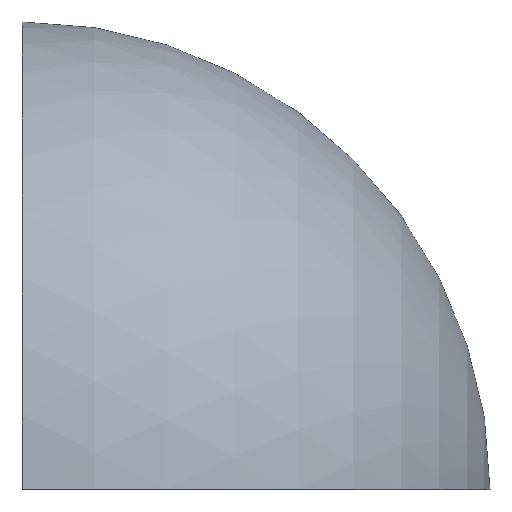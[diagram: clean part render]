
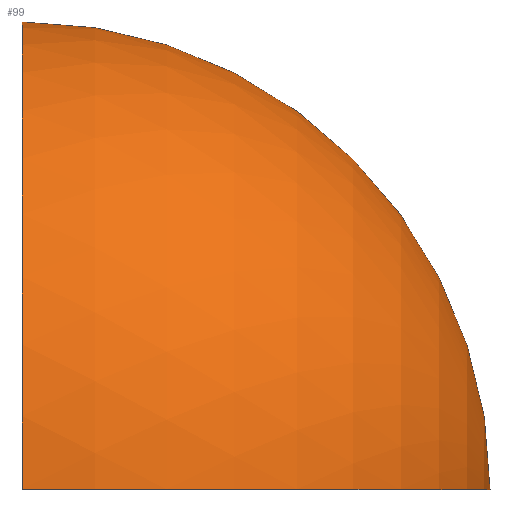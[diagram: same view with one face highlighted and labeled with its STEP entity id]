
A CAD part, top view. The second image highlights one B-rep face of the part: STEP entity #99.
In plain terms, the highlighted spherical face has radius 20.32 mm.
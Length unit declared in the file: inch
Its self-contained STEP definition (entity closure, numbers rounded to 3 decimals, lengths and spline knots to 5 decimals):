
#1 = CIRCLE ( 'NONE', #102, 0.8 ) ;
#2 = DIRECTION ( 'NONE',  ( 0., 0., 1. ) ) ;
#3 = DIRECTION ( 'NONE',  ( 1., 0., 0. ) ) ;
#4 = EDGE_LOOP ( 'NONE', ( #45, #193, #179 ) ) ;
#6 = CARTESIAN_POINT ( 'NONE',  ( 0., -0.8, 0. ) ) ;
#12 = DIRECTION ( 'NONE',  ( -1., 0., 0. ) ) ;
#29 = CIRCLE ( 'NONE', #67, 0.8 ) ;
#35 = CARTESIAN_POINT ( 'NONE',  ( 0., -0.8, 0. ) ) ;
#38 = SPHERICAL_SURFACE ( 'NONE', #40, 0.8 ) ;
#40 = AXIS2_PLACEMENT_3D ( 'NONE', #35, #3, #47 ) ;
#45 = ORIENTED_EDGE ( 'NONE', *, *, #184, .T. ) ;
#47 = DIRECTION ( 'NONE',  ( 0., 0., 1. ) ) ;
#58 = CARTESIAN_POINT ( 'NONE',  ( 0., -0.8, 0. ) ) ;
#63 = VERTEX_POINT ( 'NONE', #129 ) ;
#67 = AXIS2_PLACEMENT_3D ( 'NONE', #6, #2, #12 ) ;
#85 = AXIS2_PLACEMENT_3D ( 'NONE', #127, #149, #187 ) ;
#91 = CIRCLE ( 'NONE', #85, 0.8 ) ;
#99 = ADVANCED_FACE ( 'NONE', ( #181 ), #38, .T. ) ;
#102 = AXIS2_PLACEMENT_3D ( 'NONE', #58, #132, #160 ) ;
#104 = EDGE_CURVE ( 'NONE', #139, #63, #29, .T. ) ;
#124 = EDGE_CURVE ( 'NONE', #167, #63, #1, .T. ) ;
#126 = CARTESIAN_POINT ( 'NONE',  ( 0., -0.8, 0.8 ) ) ;
#127 = CARTESIAN_POINT ( 'NONE',  ( 0., -0.8, 0. ) ) ;
#129 = CARTESIAN_POINT ( 'NONE',  ( 0., 0., 0. ) ) ;
#132 = DIRECTION ( 'NONE',  ( -1., 0., 0. ) ) ;
#139 = VERTEX_POINT ( 'NONE', #202 ) ;
#149 = DIRECTION ( 'NONE',  ( 0., 1., 0. ) ) ;
#160 = DIRECTION ( 'NONE',  ( 0., 0., -1. ) ) ;
#167 = VERTEX_POINT ( 'NONE', #126 ) ;
#179 = ORIENTED_EDGE ( 'NONE', *, *, #124, .F. ) ;
#181 = FACE_OUTER_BOUND ( 'NONE', #4, .T. ) ;
#184 = EDGE_CURVE ( 'NONE', #167, #139, #91, .T. ) ;
#187 = DIRECTION ( 'NONE',  ( 0., 0., 1. ) ) ;
#193 = ORIENTED_EDGE ( 'NONE', *, *, #104, .T. ) ;
#202 = CARTESIAN_POINT ( 'NONE',  ( 0.8, -0.8, 0. ) ) ;
